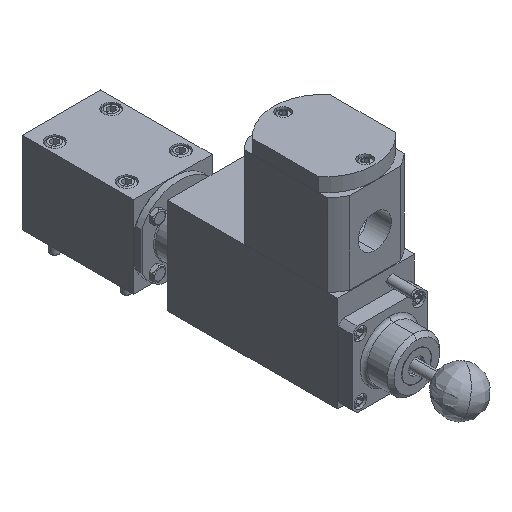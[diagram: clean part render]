
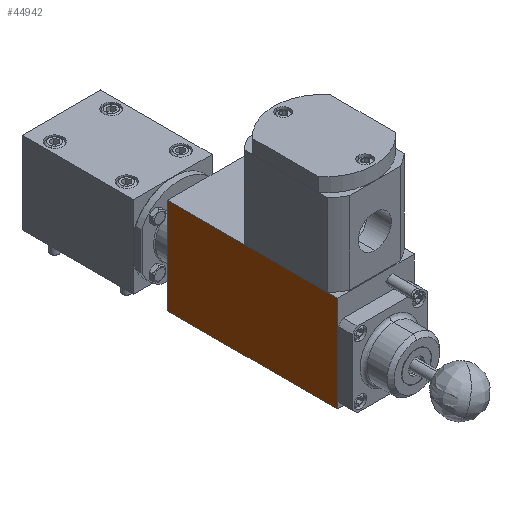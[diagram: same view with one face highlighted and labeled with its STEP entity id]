
A CAD part, isometric view. The second image highlights one B-rep face of the part: STEP entity #44942.
In plain terms, the highlighted planar face has unit normal (-1, 0, 0).
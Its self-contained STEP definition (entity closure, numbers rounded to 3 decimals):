
#164 = EDGE_CURVE ( 'NONE', #40971, #10560, #7554, .T. ) ;
#1998 = AXIS2_PLACEMENT_3D ( 'NONE', #14707, #14708, #14709 ) ;
#3923 = DIRECTION ( 'NONE',  ( 0., -1., 0. ) ) ;
#3945 = CARTESIAN_POINT ( 'NONE',  ( -7.878, -112.804, 36.5 ) ) ;
#7553 = VECTOR ( 'NONE', #3923, 1000. ) ;
#7554 = LINE ( 'NONE', #3945, #7553 ) ;
#10560 = VERTEX_POINT ( 'NONE', #24051 ) ;
#11753 = EDGE_CURVE ( 'NONE', #40345, #40971, #44061, .T. ) ;
#11757 = EDGE_CURVE ( 'NONE', #10560, #40644, #44064, .T. ) ;
#11809 = EDGE_CURVE ( 'NONE', #40644, #40345, #44134, .T. ) ;
#11958 = ORIENTED_EDGE ( 'NONE', *, *, #11757, .F. ) ;
#11973 = ORIENTED_EDGE ( 'NONE', *, *, #11809, .F. ) ;
#12194 = ORIENTED_EDGE ( 'NONE', *, *, #164, .F. ) ;
#12361 = ORIENTED_EDGE ( 'NONE', *, *, #11753, .F. ) ;
#14688 = PLANE ( 'NONE',  #1998 ) ;
#14707 = CARTESIAN_POINT ( 'NONE',  ( -7.878, -112.804, 3.5 ) ) ;
#14708 = DIRECTION ( 'NONE',  ( 1., 0., 0. ) ) ;
#14709 = DIRECTION ( 'NONE',  ( 0., 0., -1. ) ) ;
#16971 = EDGE_LOOP ( 'NONE', ( #12194, #12361, #11973, #11958 ) ) ;
#24051 = CARTESIAN_POINT ( 'NONE',  ( -7.878, -112.804, 36.5 ) ) ;
#29577 = DIRECTION ( 'NONE',  ( 0., 1., 0. ) ) ;
#29582 = CARTESIAN_POINT ( 'NONE',  ( -7.878, -112.804, -18.5 ) ) ;
#32038 = CARTESIAN_POINT ( 'NONE',  ( -7.878, -112.804, 3.5 ) ) ;
#32042 = DIRECTION ( 'NONE',  ( 0., 0., -1. ) ) ;
#32044 = DIRECTION ( 'NONE',  ( 0., 0., 1. ) ) ;
#32050 = CARTESIAN_POINT ( 'NONE',  ( -7.878, -15.404, 3.5 ) ) ;
#40345 = VERTEX_POINT ( 'NONE', #42356 ) ;
#40644 = VERTEX_POINT ( 'NONE', #42398 ) ;
#40971 = VERTEX_POINT ( 'NONE', #42495 ) ;
#41378 = FACE_OUTER_BOUND ( 'NONE', #16971, .T. ) ;
#42356 = CARTESIAN_POINT ( 'NONE',  ( -7.878, -15.404, -18.5 ) ) ;
#42398 = CARTESIAN_POINT ( 'NONE',  ( -7.878, -112.804, -18.5 ) ) ;
#42495 = CARTESIAN_POINT ( 'NONE',  ( -7.878, -15.404, 36.5 ) ) ;
#44061 = LINE ( 'NONE', #32050, #44065 ) ;
#44064 = LINE ( 'NONE', #32038, #44071 ) ;
#44065 = VECTOR ( 'NONE', #32044, 1000. ) ;
#44071 = VECTOR ( 'NONE', #32042, 1000. ) ;
#44134 = LINE ( 'NONE', #29582, #44136 ) ;
#44136 = VECTOR ( 'NONE', #29577, 1000. ) ;
#44942 = ADVANCED_FACE ( 'NONE', ( #41378 ), #14688, .F. ) ;
